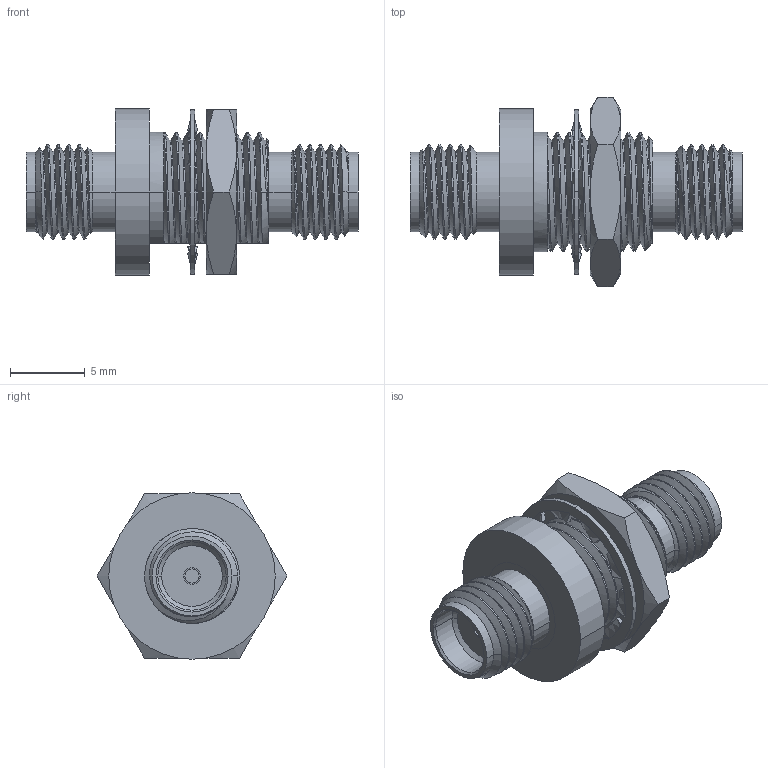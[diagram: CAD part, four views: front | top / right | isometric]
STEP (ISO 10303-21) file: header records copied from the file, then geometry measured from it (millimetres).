
FILE_DESCRIPTION (( 'STEP AP203' ), '1' );
FILE_NAME ('PE9067.step', '2018-04-26T22:22:47', ( '' ), ( '' ), 'SwSTEP 2.0', 'SolidWorks 2017', '' );
FILE_SCHEMA (( 'CONFIG_CONTROL_DESIGN' ));
Length unit declared in the file: inch
Products named in the file (1): PE9067
Bounding box: 22.23 x 12.7 x 11.14 mm (x, y, z)
Volume: 957.8 mm3; surface area: 2375.5 mm2
Topology: 6 solids, 6 shells, 246 faces, 688 edges, 459 vertices
Faces by surface type: cylinder 104, bspline 78, cone 38, plane 26
Entity records: 20413 total; most frequent: CARTESIAN_POINT 14983, ORIENTED_EDGE 1376, DIRECTION 800, EDGE_CURVE 688, VERTEX_POINT 459, AXIS2_PLACEMENT_3D 312, EDGE_LOOP 261, ADVANCED_FACE 246
